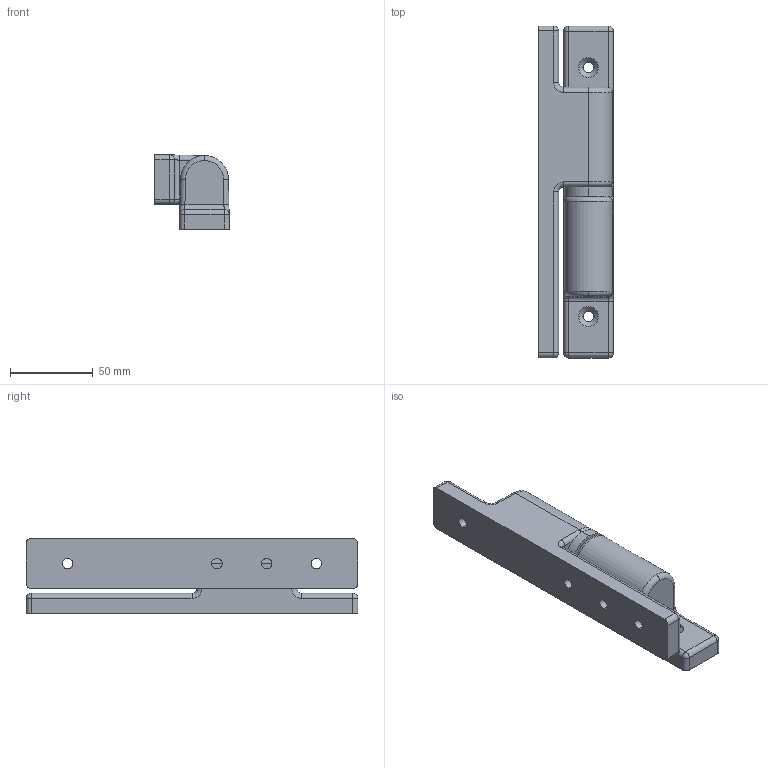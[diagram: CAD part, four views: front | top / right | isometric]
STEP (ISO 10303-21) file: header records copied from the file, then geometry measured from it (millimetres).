
FILE_DESCRIPTION (( 'STEP AP203' ), '1' );
FILE_NAME ('FB-715.STEP', '2013-03-29T01:46:02', ( '11sw' ), ( 'タキゲン製造株式会社' ), 'SwSTEP 2.0', 'SolidWorks 2012', '' );
FILE_SCHEMA (( 'CONFIG_CONTROL_DESIGN' ));
Length unit declared in the file: millimetre
Products named in the file (4): FB-715; FB-715ワッシャー_; FB-715軸_; FB-715本体_
Assembly tree (4 placements, depth 2):
  FB-715
    FB-715本体_  x2
    FB-715軸_
    FB-715ワッシャー_
Bounding box: 45 x 200 x 45 mm (x, y, z)
Volume: 242923.9 mm3; surface area: 52643 mm2
Topology: 4 solids, 4 shells, 146 faces, 328 edges, 184 vertices
Faces by surface type: cylinder 76, plane 24, cone 20, torus 10, sphere 8, bspline 8
Entity records: 2724 total; most frequent: CARTESIAN_POINT 512, DIRECTION 416, ORIENTED_EDGE 346, EDGE_CURVE 173, AXIS2_PLACEMENT_3D 172, VERTEX_POINT 100, EDGE_LOOP 91, CIRCLE 89
